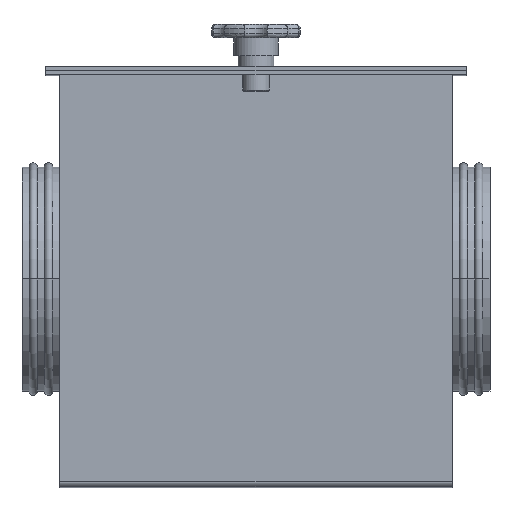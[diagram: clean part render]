
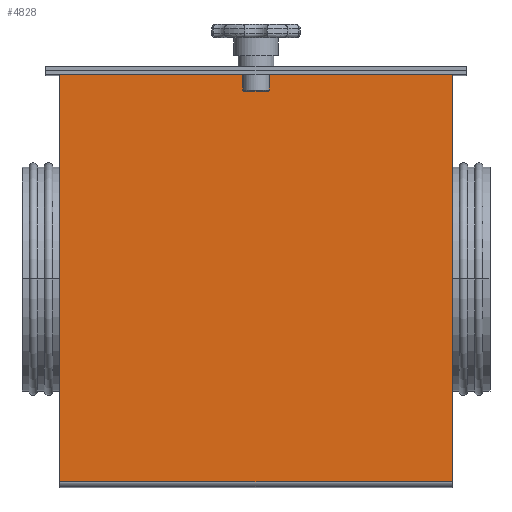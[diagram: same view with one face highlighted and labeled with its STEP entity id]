
A CAD part, top view. The second image highlights one B-rep face of the part: STEP entity #4828.
In plain terms, the highlighted planar face has unit normal (0, 0, 1).
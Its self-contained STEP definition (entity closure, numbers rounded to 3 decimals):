
#1771 = CARTESIAN_POINT ( 'NONE',  ( -140., 294., 300. ) ) ;
#1814 = LINE ( 'NONE', #1866, #1865 ) ;
#1864 = DIRECTION ( 'NONE',  ( -1., 0., 0. ) ) ;
#1865 = VECTOR ( 'NONE', #1864, 1000. ) ;
#1866 = CARTESIAN_POINT ( 'NONE',  ( 140., 294., 300. ) ) ;
#2342 = VECTOR ( 'NONE', #2368, 1000. ) ;
#2347 = CARTESIAN_POINT ( 'NONE',  ( -140., 3.737, 300. ) ) ;
#2348 = LINE ( 'NONE', #2347, #2342 ) ;
#2368 = DIRECTION ( 'NONE',  ( -1., 0., 0. ) ) ;
#2369 = CARTESIAN_POINT ( 'NONE',  ( 140., 3.737, 300. ) ) ;
#2386 = CARTESIAN_POINT ( 'NONE',  ( -140., 3.737, 300. ) ) ;
#2470 = AXIS2_PLACEMENT_3D ( 'NONE', #2477, #2511, #2478 ) ;
#2477 = CARTESIAN_POINT ( 'NONE',  ( 140., 3., 300. ) ) ;
#2478 = DIRECTION ( 'NONE',  ( -1., 0., 0. ) ) ;
#2479 = CARTESIAN_POINT ( 'NONE',  ( 140., 3., 300. ) ) ;
#2482 = DIRECTION ( 'NONE',  ( 0., 1., 0. ) ) ;
#2494 = LINE ( 'NONE', #2479, #2508 ) ;
#2508 = VECTOR ( 'NONE', #2482, 1000. ) ;
#2509 = PLANE ( 'NONE',  #2470 ) ;
#2511 = DIRECTION ( 'NONE',  ( 0., 0., -1. ) ) ;
#2514 = FACE_OUTER_BOUND ( 'NONE', #4829, .T. ) ;
#2727 = DIRECTION ( 'NONE',  ( 0., -1., 0. ) ) ;
#2756 = CARTESIAN_POINT ( 'NONE',  ( -140., 3., 300. ) ) ;
#2757 = LINE ( 'NONE', #2756, #2771 ) ;
#2771 = VECTOR ( 'NONE', #2727, 1000. ) ;
#3063 = CARTESIAN_POINT ( 'NONE',  ( 140., 294., 300. ) ) ;
#4569 = VERTEX_POINT ( 'NONE', #3063 ) ;
#4594 = VERTEX_POINT ( 'NONE', #1771 ) ;
#4622 = EDGE_CURVE ( 'NONE', #4569, #4594, #1814, .T. ) ;
#4781 = EDGE_CURVE ( 'NONE', #4805, #4811, #2348, .T. ) ;
#4805 = VERTEX_POINT ( 'NONE', #2369 ) ;
#4811 = VERTEX_POINT ( 'NONE', #2386 ) ;
#4820 = ORIENTED_EDGE ( 'NONE', *, *, #4903, .T. ) ;
#4828 = ADVANCED_FACE ( 'NONE', ( #2514 ), #2509, .F. ) ;
#4829 = EDGE_LOOP ( 'NONE', ( #4850, #4851, #4852, #4820 ) ) ;
#4832 = EDGE_CURVE ( 'NONE', #4805, #4569, #2494, .T. ) ;
#4850 = ORIENTED_EDGE ( 'NONE', *, *, #4781, .F. ) ;
#4851 = ORIENTED_EDGE ( 'NONE', *, *, #4832, .T. ) ;
#4852 = ORIENTED_EDGE ( 'NONE', *, *, #4622, .T. ) ;
#4903 = EDGE_CURVE ( 'NONE', #4594, #4811, #2757, .T. ) ;
